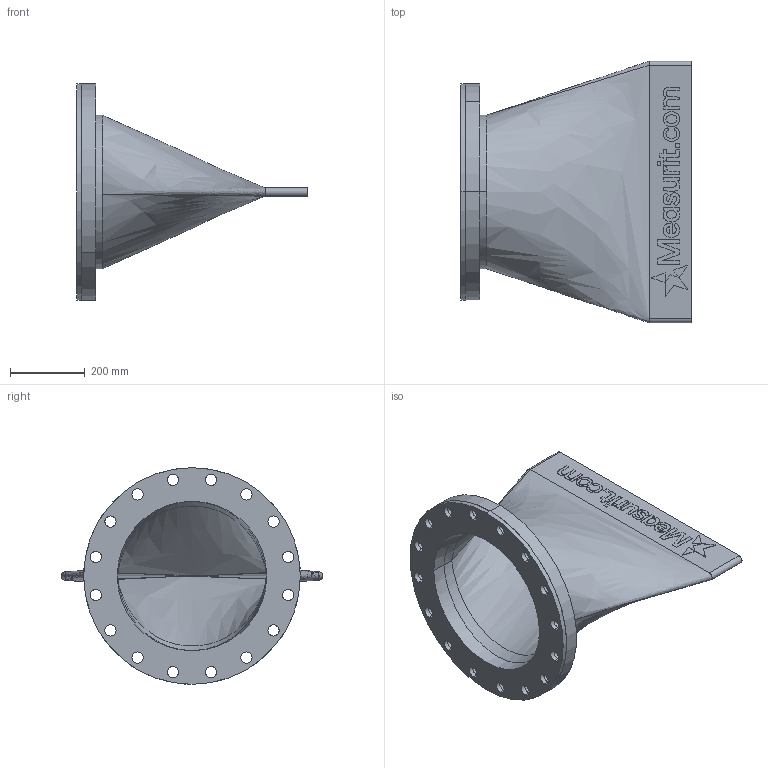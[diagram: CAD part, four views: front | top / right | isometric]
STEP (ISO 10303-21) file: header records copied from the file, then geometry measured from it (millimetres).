
FILE_DESCRIPTION (( 'STEP AP214' ), '1' );
FILE_NAME ('CF-DBF-G3-S0400-NN-316-F.STEP', '2023-02-13T14:32:40', ( '' ), ( '' ), 'SwSTEP 2.0', 'SolidWorks 2022', '' );
FILE_SCHEMA (( 'AUTOMOTIVE_DESIGN' ));
Length unit declared in the file: millimetre
Products named in the file (3): CF-DBF-G3-S0400-NN-316-F; Split ring 400
Assembly tree (2 placements, depth 2):
  CF-DBF-G3-S0400-NN-316-F
    CF-DBF-G3-S0400-NN-316-F
    Split ring 400
Bounding box: 617 x 700 x 580 mm (x, y, z)
Volume: 16067417 mm3; surface area: 2323492 mm2
Topology: 2 solids, 2 shells, 727 faces, 2212 edges, 1501 vertices
Faces by surface type: plane 640, cylinder 75, bspline 12
Entity records: 34422 total; most frequent: CARTESIAN_POINT 7281, ORIENTED_EDGE 4424, DIRECTION 3802, EDGE_CURVE 2212, LINE 2022, VECTOR 2022, VERTEX_POINT 1501, AXIS2_PLACEMENT_3D 890
